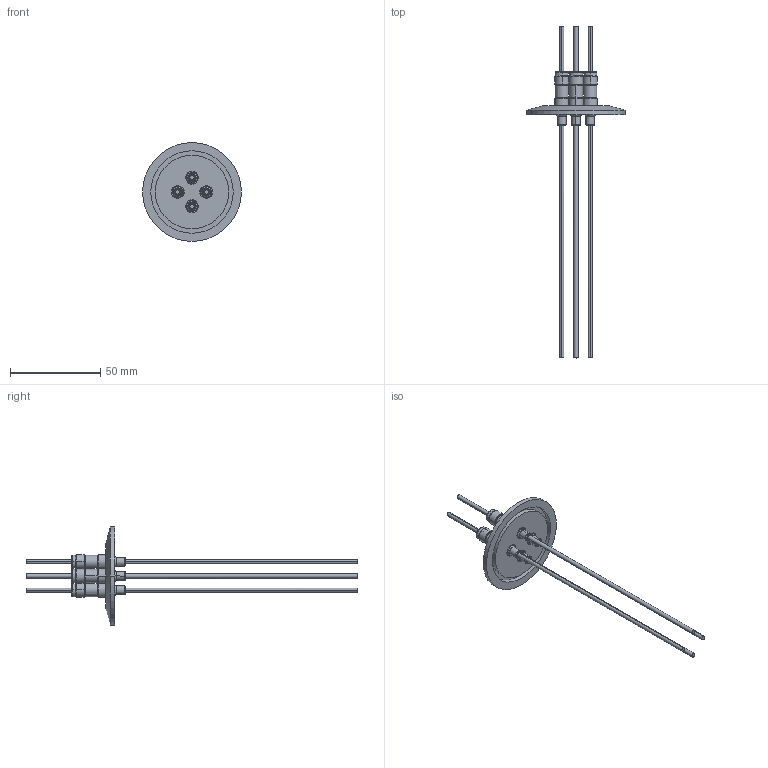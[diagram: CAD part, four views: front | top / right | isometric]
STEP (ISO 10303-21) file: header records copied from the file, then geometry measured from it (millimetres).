
FILE_DESCRIPTION (( 'STEP AP203' ), '1' );
FILE_NAME ('A0513-1-QF.STEP', '2013-05-29T11:54:07', ( '' ), ( '' ), 'SwSTEP 2.0', 'SolidWorks 2012', '' );
FILE_SCHEMA (( 'CONFIG_CONTROL_DESIGN' ));
Length unit declared in the file: inch
Products named in the file (1): A0513-1-QF
Bounding box: 54.86 x 184.15 x 54.86 mm (x, y, z)
Volume: 15391.6 mm3; surface area: 15907.4 mm2
Topology: 1 solids, 5 shells, 252 faces, 534 edges, 326 vertices
Faces by surface type: cylinder 134, plane 44, cone 42, torus 32
Entity records: 6943 total; most frequent: DIRECTION 1398, CARTESIAN_POINT 1113, ORIENTED_EDGE 1068, AXIS2_PLACEMENT_3D 611, EDGE_CURVE 534, CIRCLE 358, VERTEX_POINT 326, EDGE_LOOP 294
